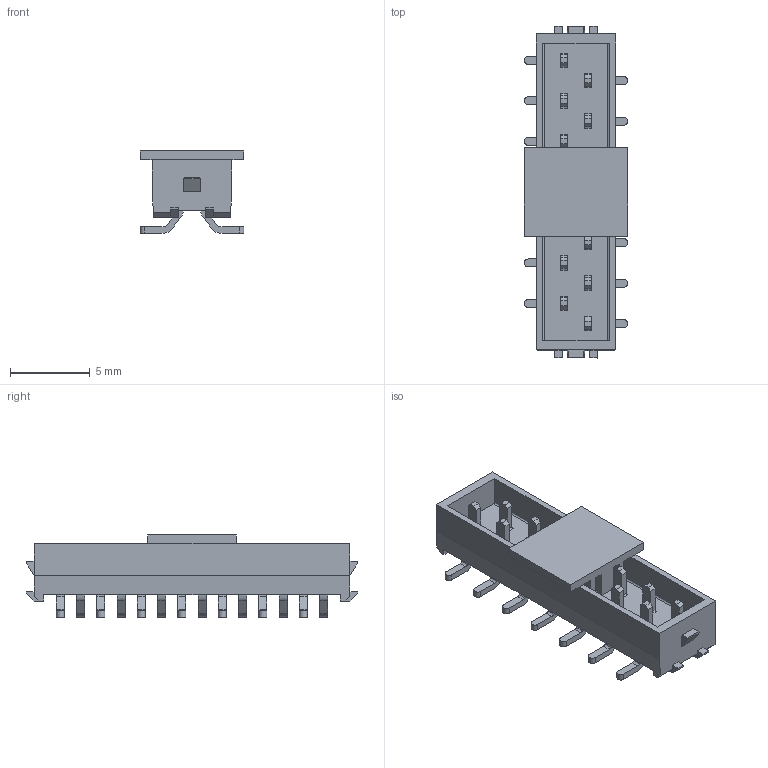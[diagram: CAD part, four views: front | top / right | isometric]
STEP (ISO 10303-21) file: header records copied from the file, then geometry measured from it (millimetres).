
FILE_DESCRIPTION(/* description */ ('Unknown'),/* implementation_level */ '2;1');
FILE_NAME(/* name */ 'J_Wurth_WR-MM_690357281476',/* time_stamp */ '2025-05-06T09:47:19+08:00',/* author */ ('Unknown'),/* organization */ ('Unknown'),/* preprocessor_version */ 'ST-DEVELOPER v19.4',/* originating_system */ 'Solid Edge',/* authorisation */ 'Unknown');
FILE_SCHEMA (('AUTOMOTIVE_DESIGN {1 0 10303 214 3 1 1}'));
Length unit declared in the file: millimetre
Products named in the file (2): J_Wurth_WR-MM_690357281476
Assembly tree (1 placements, depth 2):
  J_Wurth_WR-MM_690357281476
    J_Wurth_WR-MM_690357281476
Bounding box: 6.5 x 20.81 x 5.15 mm (x, y, z)
Volume: 222.4 mm3; surface area: 714.6 mm2
Topology: 1 solids, 29 shells, 624 faces, 1546 edges, 1020 vertices
Faces by surface type: plane 468, cylinder 156
Entity records: 22759 total; most frequent: CARTESIAN_POINT 3192, DIRECTION 3110, ORIENTED_EDGE 3092, EDGE_CURVE 1546, LINE 1234, VECTOR 1234, VERTEX_POINT 1020, AXIS2_PLACEMENT_3D 938
